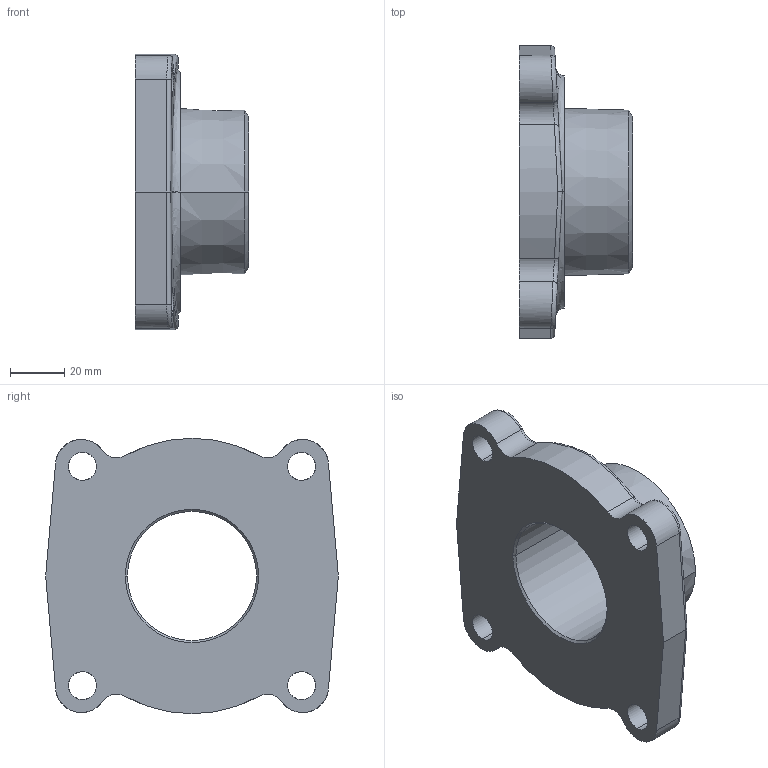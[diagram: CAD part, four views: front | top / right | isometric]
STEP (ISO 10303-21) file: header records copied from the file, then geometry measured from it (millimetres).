
FILE_DESCRIPTION((''),'2;1');
FILE_NAME('C41782','2006-12-12T',('bmill'),(''),'PRO/ENGINEER BY PARAMETRIC TECHNOLOGY CORPORATION, 2005110','PRO/ENGINEER BY PARAMETRIC TECHNOLOGY CORPORATION, 2005110','');
FILE_SCHEMA(('CONFIG_CONTROL_DESIGN'));
Length unit declared in the file: inch
Products named in the file (1): C41782
Bounding box: 42.04 x 107.95 x 101.6 mm (x, y, z)
Volume: 149266 mm3; surface area: 38244.4 mm2
Topology: 1 solids, 2 shells, 57 faces, 140 edges, 86 vertices
Faces by surface type: cylinder 26, bspline 16, plane 9, cone 6
Entity records: 2894 total; most frequent: CARTESIAN_POINT 1608, ORIENTED_EDGE 276, DIRECTION 222, EDGE_CURVE 140, AXIS2_PLACEMENT_3D 88, VERTEX_POINT 86, EDGE_LOOP 68, FACE_OUTER_BOUND 57
